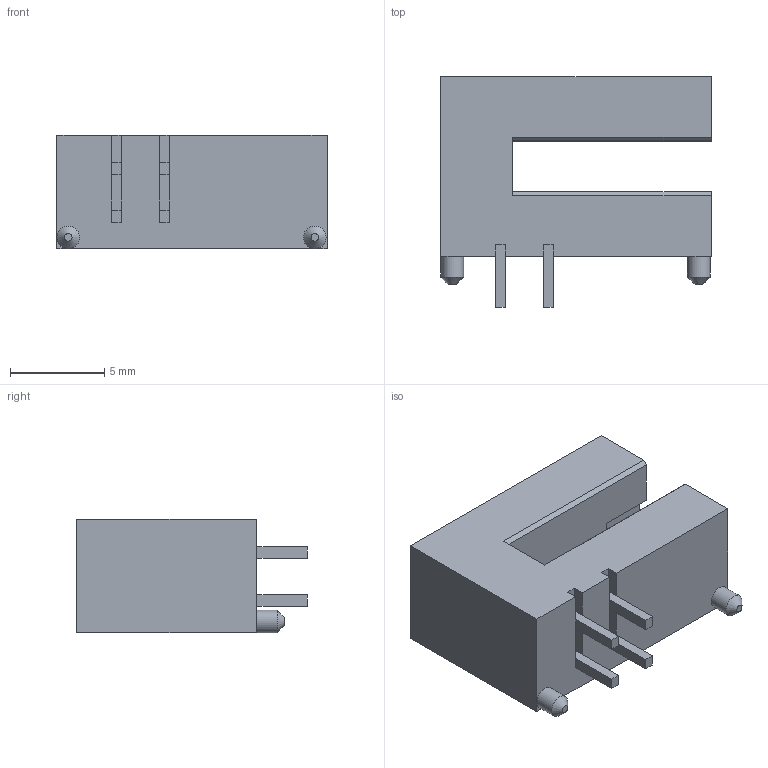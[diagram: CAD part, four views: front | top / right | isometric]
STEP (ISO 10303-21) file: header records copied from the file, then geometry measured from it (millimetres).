
FILE_DESCRIPTION((''),'2;1');
FILE_NAME('TCST 5250_reduced Design.stp','2011-01-20T09:04:17',('rseeger'),(''),'Autodesk Inventor 2010','Autodesk Inventor 2010','');
FILE_SCHEMA(('AUTOMOTIVE_DESIGN { 1 0 10303 214 1 1 1 1 }'));
Length unit declared in the file: millimetre
Products named in the file (3): RS-8.0001.0; RS-8.0001.1; RS-8.0001.2
Assembly tree (2 placements, depth 2):
  RS-8.0001.0
    RS-8.0001.1
    RS-8.0001.2
Bounding box: 14.3 x 12.2 x 6 mm (x, y, z)
Volume: 641.3 mm3; surface area: 673.1 mm2
Topology: 5 solids, 5 shells, 61 faces, 148 edges, 97 vertices
Faces by surface type: plane 57, cone 2, cylinder 2
Full cylindrical faces by diameter (mm): 1.2 x2
Entity records: 1806 total; most frequent: CARTESIAN_POINT 303, ORIENTED_EDGE 284, DIRECTION 281, EDGE_CURVE 142, VECTOR 135, LINE 135, VERTEX_POINT 95, AXIS2_PLACEMENT_3D 73
